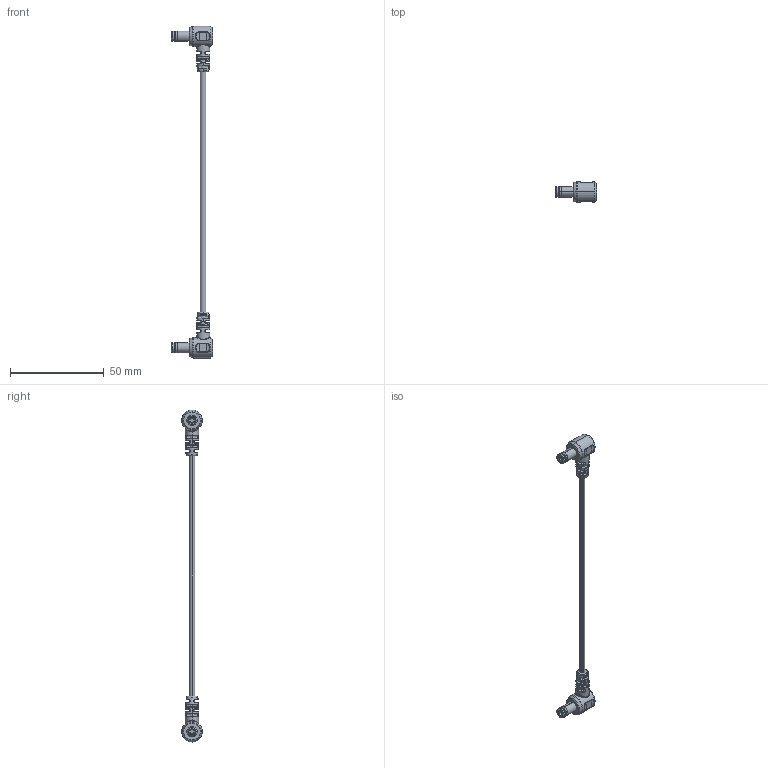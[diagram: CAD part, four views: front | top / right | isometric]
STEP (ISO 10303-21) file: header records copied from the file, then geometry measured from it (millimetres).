
FILE_DESCRIPTION (( 'STEP AP203' ), '1' );
FILE_NAME ('10-03927.STEP', '2021-04-19T22:51:36', ( '' ), ( '' ), 'SwSTEP 2.0', 'SolidWorks 2021', '' );
FILE_SCHEMA (( 'CONFIG_CONTROL_DESIGN' ));
Length unit declared in the file: millimetre
Products named in the file (7): 50-00129 shell; 10-03927; 50-00129_9.5 mm barrel length; 50-00129 contact; 30-00338_blunt cut; 50-00129 insulator; 24-00358
Assembly tree (8 placements, depth 3):
  10-03927
    30-00338_blunt cut
    24-00358  x2
    50-00129_9.5 mm barrel length  x2
      50-00129 contact
      50-00129 insulator
      50-00129 shell
Bounding box: 22 x 11 x 177.5 mm (x, y, z)
Volume: 4624.1 mm3; surface area: 12663.5 mm2
Topology: 93 solids, 93 shells, 914 faces, 1932 edges, 1228 vertices
Faces by surface type: plane 340, cylinder 312, bspline 142, torus 90, cone 30
Entity records: 20666 total; most frequent: CARTESIAN_POINT 7077, DIRECTION 2815, ORIENTED_EDGE 2454, EDGE_CURVE 1227, AXIS2_PLACEMENT_3D 1210, VERTEX_POINT 788, EDGE_LOOP 651, CIRCLE 640
